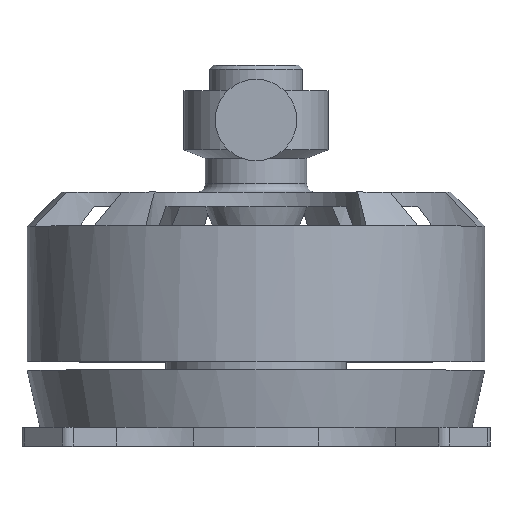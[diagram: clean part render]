
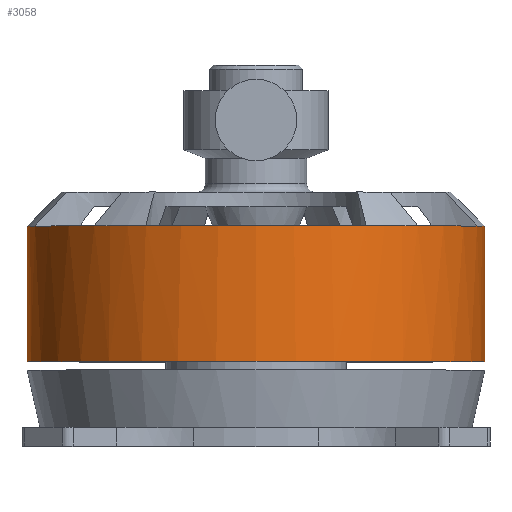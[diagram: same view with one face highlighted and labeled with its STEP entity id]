
A CAD part, top view. The second image highlights one B-rep face of the part: STEP entity #3058.
In plain terms, the highlighted cylindrical face has radius 13.5 mm (diameter 27 mm), a full revolution.
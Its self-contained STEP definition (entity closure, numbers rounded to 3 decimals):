
#299=CYLINDRICAL_SURFACE('',#3413,13.5);
#425=LINE('',#8743,#553);
#553=VECTOR('',#4217,13.5);
#744=FACE_OUTER_BOUND('',#936,.T.);
#936=EDGE_LOOP('',(#2781,#2782,#2783,#2784,#2785,#2786,#2787,#2788,#2789,
#2790,#2791,#2792,#2793,#2794,#2795,#2796));
#1073=CIRCLE('',#3331,13.5);
#1074=CIRCLE('',#3333,13.5);
#1077=CIRCLE('',#3337,13.5);
#1093=CIRCLE('',#3358,13.5);
#1094=CIRCLE('',#3360,13.5);
#1098=CIRCLE('',#3367,13.5);
#1099=CIRCLE('',#3369,13.5);
#1100=CIRCLE('',#3371,13.5);
#1104=CIRCLE('',#3378,13.5);
#1105=CIRCLE('',#3380,13.5);
#1109=CIRCLE('',#3387,13.5);
#1110=CIRCLE('',#3388,13.5);
#1113=CIRCLE('',#3392,13.5);
#1126=CIRCLE('',#3414,13.5);
#1356=VERTEX_POINT('',#7759);
#1357=VERTEX_POINT('',#7766);
#1364=VERTEX_POINT('',#7896);
#1367=VERTEX_POINT('',#7907);
#1392=VERTEX_POINT('',#8189);
#1393=VERTEX_POINT('',#8196);
#1396=VERTEX_POINT('',#8293);
#1400=VERTEX_POINT('',#8325);
#1402=VERTEX_POINT('',#8412);
#1403=VERTEX_POINT('',#8428);
#1408=VERTEX_POINT('',#8470);
#1411=VERTEX_POINT('',#8569);
#1414=VERTEX_POINT('',#8595);
#1427=VERTEX_POINT('',#8742);
#1776=EDGE_CURVE('',#1356,#1357,#1073,.T.);
#1786=EDGE_CURVE('',#1357,#1364,#1074,.T.);
#1791=EDGE_CURVE('',#1367,#1356,#1077,.T.);
#1820=EDGE_CURVE('',#1392,#1393,#1093,.T.);
#1829=EDGE_CURVE('',#1396,#1392,#1094,.T.);
#1836=EDGE_CURVE('',#1400,#1396,#1098,.T.);
#1841=EDGE_CURVE('',#1393,#1402,#1099,.T.);
#1844=EDGE_CURVE('',#1403,#1400,#1100,.T.);
#1851=EDGE_CURVE('',#1364,#1408,#1104,.T.);
#1858=EDGE_CURVE('',#1408,#1411,#1105,.T.);
#1864=EDGE_CURVE('',#1402,#1414,#1109,.T.);
#1865=EDGE_CURVE('',#1414,#1367,#1110,.T.);
#1872=EDGE_CURVE('',#1411,#1403,#1113,.T.);
#1892=EDGE_CURVE('',#1414,#1427,#425,.T.);
#1893=EDGE_CURVE('',#1427,#1427,#1126,.T.);
#2781=ORIENTED_EDGE('',*,*,#1872,.F.);
#2782=ORIENTED_EDGE('',*,*,#1858,.F.);
#2783=ORIENTED_EDGE('',*,*,#1851,.F.);
#2784=ORIENTED_EDGE('',*,*,#1786,.F.);
#2785=ORIENTED_EDGE('',*,*,#1776,.F.);
#2786=ORIENTED_EDGE('',*,*,#1791,.F.);
#2787=ORIENTED_EDGE('',*,*,#1865,.F.);
#2788=ORIENTED_EDGE('',*,*,#1892,.T.);
#2789=ORIENTED_EDGE('',*,*,#1893,.T.);
#2790=ORIENTED_EDGE('',*,*,#1892,.F.);
#2791=ORIENTED_EDGE('',*,*,#1864,.F.);
#2792=ORIENTED_EDGE('',*,*,#1841,.F.);
#2793=ORIENTED_EDGE('',*,*,#1820,.F.);
#2794=ORIENTED_EDGE('',*,*,#1829,.F.);
#2795=ORIENTED_EDGE('',*,*,#1836,.F.);
#2796=ORIENTED_EDGE('',*,*,#1844,.F.);
#3058=ADVANCED_FACE('',(#744),#299,.T.);
#3331=AXIS2_PLACEMENT_3D('',#7767,#4047,#4048);
#3333=AXIS2_PLACEMENT_3D('',#7897,#4051,#4052);
#3337=AXIS2_PLACEMENT_3D('',#7921,#4059,#4060);
#3358=AXIS2_PLACEMENT_3D('',#8197,#4101,#4102);
#3360=AXIS2_PLACEMENT_3D('',#8298,#4105,#4106);
#3367=AXIS2_PLACEMENT_3D('',#8332,#4119,#4120);
#3369=AXIS2_PLACEMENT_3D('',#8413,#4123,#4124);
#3371=AXIS2_PLACEMENT_3D('',#8439,#4127,#4128);
#3378=AXIS2_PLACEMENT_3D('',#8471,#4141,#4142);
#3380=AXIS2_PLACEMENT_3D('',#8570,#4145,#4146);
#3387=AXIS2_PLACEMENT_3D('',#8596,#4159,#4160);
#3388=AXIS2_PLACEMENT_3D('',#8597,#4161,#4162);
#3392=AXIS2_PLACEMENT_3D('',#8656,#4169,#4170);
#3413=AXIS2_PLACEMENT_3D('',#8741,#4215,#4216);
#3414=AXIS2_PLACEMENT_3D('',#8744,#4218,#4219);
#4047=DIRECTION('center_axis',(0.,1.,0.));
#4048=DIRECTION('ref_axis',(0.,0.,-1.));
#4051=DIRECTION('center_axis',(0.,1.,0.));
#4052=DIRECTION('ref_axis',(0.,0.,-1.));
#4059=DIRECTION('center_axis',(0.,1.,0.));
#4060=DIRECTION('ref_axis',(0.,0.,-1.));
#4101=DIRECTION('center_axis',(0.,1.,0.));
#4102=DIRECTION('ref_axis',(0.,0.,-1.));
#4105=DIRECTION('center_axis',(0.,1.,0.));
#4106=DIRECTION('ref_axis',(0.,0.,-1.));
#4119=DIRECTION('center_axis',(0.,1.,0.));
#4120=DIRECTION('ref_axis',(0.,0.,-1.));
#4123=DIRECTION('center_axis',(0.,1.,0.));
#4124=DIRECTION('ref_axis',(0.,0.,-1.));
#4127=DIRECTION('center_axis',(0.,1.,0.));
#4128=DIRECTION('ref_axis',(0.,0.,-1.));
#4141=DIRECTION('center_axis',(0.,1.,0.));
#4142=DIRECTION('ref_axis',(0.,0.,-1.));
#4145=DIRECTION('center_axis',(0.,1.,0.));
#4146=DIRECTION('ref_axis',(0.,0.,-1.));
#4159=DIRECTION('center_axis',(0.,1.,0.));
#4160=DIRECTION('ref_axis',(0.,0.,-1.));
#4161=DIRECTION('center_axis',(0.,1.,0.));
#4162=DIRECTION('ref_axis',(0.,0.,-1.));
#4169=DIRECTION('center_axis',(0.,1.,0.));
#4170=DIRECTION('ref_axis',(0.,0.,-1.));
#4215=DIRECTION('center_axis',(0.,1.,0.));
#4216=DIRECTION('ref_axis',(0.,0.,1.));
#4217=DIRECTION('',(0.,-1.,0.));
#4218=DIRECTION('center_axis',(0.,1.,0.));
#4219=DIRECTION('ref_axis',(1.,0.,0.));
#7759=CARTESIAN_POINT('',(-6.997,13.,-11.545));
#7766=CARTESIAN_POINT('',(-13.497,13.,-0.287));
#7767=CARTESIAN_POINT('Origin',(0.,13.,0.));
#7896=CARTESIAN_POINT('',(-13.042,13.,3.488));
#7897=CARTESIAN_POINT('Origin',(0.,13.,0.));
#7907=CARTESIAN_POINT('',(-3.5,13.,-13.038));
#7921=CARTESIAN_POINT('Origin',(0.,13.,0.));
#8189=CARTESIAN_POINT('',(13.497,13.,-0.287));
#8196=CARTESIAN_POINT('',(6.997,13.,-11.545));
#8197=CARTESIAN_POINT('Origin',(0.,13.,0.));
#8293=CARTESIAN_POINT('',(13.042,13.,3.488));
#8298=CARTESIAN_POINT('Origin',(0.,13.,0.));
#8325=CARTESIAN_POINT('',(9.542,13.,9.55));
#8332=CARTESIAN_POINT('Origin',(0.,13.,0.));
#8412=CARTESIAN_POINT('',(3.5,13.,-13.038));
#8413=CARTESIAN_POINT('Origin',(0.,13.,0.));
#8428=CARTESIAN_POINT('',(6.5,13.,11.832));
#8439=CARTESIAN_POINT('Origin',(0.,13.,0.));
#8470=CARTESIAN_POINT('',(-9.542,13.,9.55));
#8471=CARTESIAN_POINT('Origin',(0.,13.,0.));
#8569=CARTESIAN_POINT('',(-6.5,13.,11.832));
#8570=CARTESIAN_POINT('Origin',(0.,13.,0.));
#8595=CARTESIAN_POINT('',(0.,13.,-13.5));
#8596=CARTESIAN_POINT('Origin',(0.,13.,0.));
#8597=CARTESIAN_POINT('Origin',(0.,13.,0.));
#8656=CARTESIAN_POINT('Origin',(0.,13.,0.));
#8741=CARTESIAN_POINT('Origin',(0.,10.,0.));
#8742=CARTESIAN_POINT('',(0.,5.,-13.5));
#8743=CARTESIAN_POINT('',(0.,10.,-13.5));
#8744=CARTESIAN_POINT('Origin',(0.,5.,0.));
